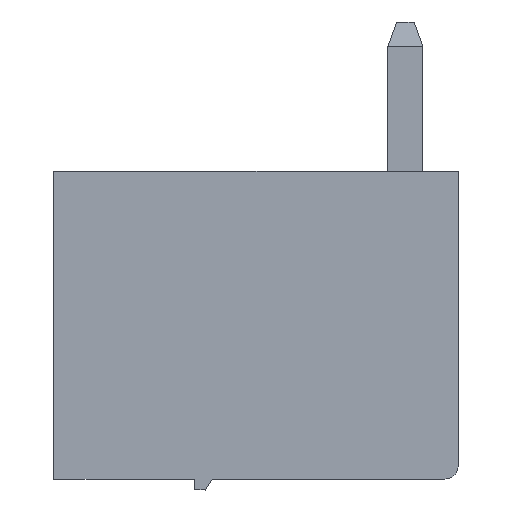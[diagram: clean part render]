
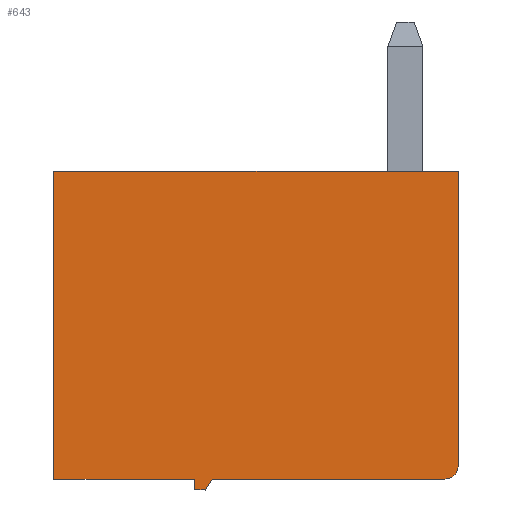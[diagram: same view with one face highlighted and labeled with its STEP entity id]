
A CAD part, front view. The second image highlights one B-rep face of the part: STEP entity #643.
In plain terms, the highlighted planar face has unit normal (0, -1, 0).
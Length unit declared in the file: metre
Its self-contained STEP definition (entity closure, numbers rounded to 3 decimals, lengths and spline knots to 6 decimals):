
#643=ADVANCED_FACE('',(#1312),#1313,.T.);
#1312=FACE_OUTER_BOUND('',#1984,.T.);
#1313=PLANE('',#1985);
#1984=EDGE_LOOP('',(#3891,#3892,#3893,#3894,#3895,#3896,#3897,#3898,#3899));
#1985=AXIS2_PLACEMENT_3D('',#3900,#3901,#3902);
#3891=ORIENTED_EDGE('',*,*,#4088,.F.);
#3892=ORIENTED_EDGE('',*,*,#4028,.F.);
#3893=ORIENTED_EDGE('',*,*,#4379,.F.);
#3894=ORIENTED_EDGE('',*,*,#4375,.F.);
#3895=ORIENTED_EDGE('',*,*,#4371,.F.);
#3896=ORIENTED_EDGE('',*,*,#4367,.F.);
#3897=ORIENTED_EDGE('',*,*,#4363,.F.);
#3898=ORIENTED_EDGE('',*,*,#4383,.F.);
#3899=ORIENTED_EDGE('',*,*,#4393,.F.);
#3900=CARTESIAN_POINT('',(0.0089,-0.046415,-0.0067));
#3901=DIRECTION('',(0.,-1.0,0.));
#3902=DIRECTION('',(0.0,0.,-1.0));
#4028=EDGE_CURVE('',#4823,#4825,#4826,.T.);
#4088=EDGE_CURVE('',#4825,#4943,#4944,.T.);
#4363=EDGE_CURVE('',#5371,#5373,#5374,.T.);
#4367=EDGE_CURVE('',#5373,#5379,#5380,.T.);
#4371=EDGE_CURVE('',#5379,#5385,#5386,.T.);
#4375=EDGE_CURVE('',#5385,#5391,#5392,.T.);
#4379=EDGE_CURVE('',#5391,#4823,#5397,.T.);
#4383=EDGE_CURVE('',#5401,#5371,#5403,.T.);
#4393=EDGE_CURVE('',#4943,#5401,#5417,.T.);
#4823=VERTEX_POINT('',#5983);
#4825=VERTEX_POINT('',#5986);
#4826=LINE('',#5987,#5988);
#4943=VERTEX_POINT('',#6159);
#4944=LINE('',#6160,#6161);
#5371=VERTEX_POINT('',#6792);
#5373=VERTEX_POINT('',#6795);
#5374=LINE('',#6796,#6797);
#5379=VERTEX_POINT('',#6804);
#5380=LINE('',#6805,#6806);
#5385=VERTEX_POINT('',#6813);
#5386=LINE('',#6814,#6815);
#5391=VERTEX_POINT('',#6822);
#5392=LINE('',#6823,#6824);
#5397=LINE('',#6831,#6832);
#5401=VERTEX_POINT('',#6837);
#5403=CIRCLE('',#6840,0.0003);
#5417=LINE('',#6861,#6862);
#5983=CARTESIAN_POINT('',(0.,-0.046415,-0.007));
#5986=CARTESIAN_POINT('',(0.,-0.046415,0.));
#5987=CARTESIAN_POINT('',(0.,-0.046415,0.));
#5988=VECTOR('',#7619,1.0);
#6159=CARTESIAN_POINT('',(0.0092,-0.046415,0.));
#6160=CARTESIAN_POINT('',(0.0065,-0.046415,0.));
#6161=VECTOR('',#7686,1.0);
#6792=CARTESIAN_POINT('',(0.0089,-0.046415,-0.007));
#6795=CARTESIAN_POINT('',(0.0036,-0.046415,-0.007));
#6796=CARTESIAN_POINT('',(0.0036,-0.046415,-0.007));
#6797=VECTOR('',#7919,1.0);
#6804=CARTESIAN_POINT('',(0.00345,-0.046415,-0.00725));
#6805=CARTESIAN_POINT('',(0.00345,-0.046415,-0.00725));
#6806=VECTOR('',#7922,1.0);
#6813=CARTESIAN_POINT('',(0.0032,-0.046415,-0.00725));
#6814=CARTESIAN_POINT('',(0.0032,-0.046415,-0.00725));
#6815=VECTOR('',#7925,1.0);
#6822=CARTESIAN_POINT('',(0.0032,-0.046415,-0.007));
#6823=CARTESIAN_POINT('',(0.0032,-0.046415,-0.007));
#6824=VECTOR('',#7928,1.0);
#6831=CARTESIAN_POINT('',(0.,-0.046415,-0.007));
#6832=VECTOR('',#7931,1.0);
#6837=CARTESIAN_POINT('',(0.0092,-0.046415,-0.0067));
#6840=AXIS2_PLACEMENT_3D('',#7934,#7935,#7936);
#6861=CARTESIAN_POINT('',(0.0092,-0.046415,-0.0067));
#6862=VECTOR('',#7947,1.0);
#7619=DIRECTION('',(0.,0.,1.0));
#7686=DIRECTION('',(1.0,0.,0.));
#7919=DIRECTION('',(-1.0,0.,0.));
#7922=DIRECTION('',(-0.514,0.,-0.857));
#7925=DIRECTION('',(-1.0,0.,0.));
#7928=DIRECTION('',(0.,0.,1.0));
#7931=DIRECTION('',(-1.0,0.,0.));
#7934=CARTESIAN_POINT('',(0.0089,-0.046415,-0.0067));
#7935=DIRECTION('',(0.,1.0,0.));
#7936=DIRECTION('',(-0.707,0.,0.707));
#7947=DIRECTION('',(0.,0.,-1.0));
